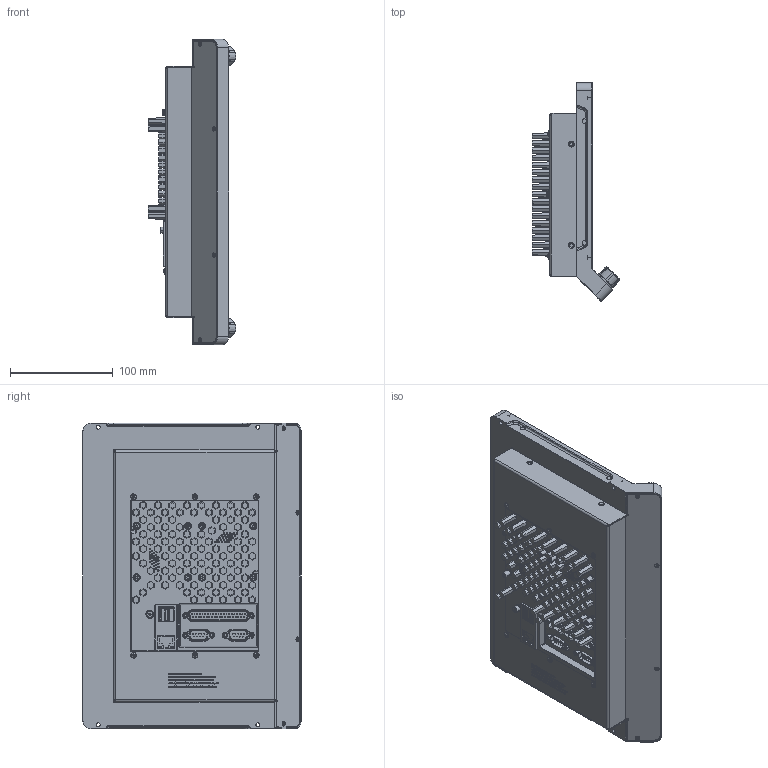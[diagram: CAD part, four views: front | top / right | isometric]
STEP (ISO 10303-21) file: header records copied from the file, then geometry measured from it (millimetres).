
FILE_DESCRIPTION (( 'STEP AP214' ), '1' );
FILE_NAME ('104769-000 - SALES ASSY SV-HDX1200 SAND FILLED.STEP', '2024-04-29T18:47:48', ( '' ), ( '' ), 'SwSTEP 2.0', 'SolidWorks 2023', '' );
FILE_SCHEMA (( 'AUTOMOTIVE_DESIGN' ));
Products named in the file (1): 104769-000 - SALES ASSY SV-HDX1200 SAND FILLED
Bounding box: 84.9 x 212.49 x 297 mm (x, y, z)
Volume: 1854908.1 mm3; surface area: 212176.8 mm2
Topology: 1 solids, 12 shells, 6663 faces, 17112 edges, 11096 vertices
Faces by surface type: plane 3197, bspline 1562, cylinder 1431, torus 238, cone 187, sphere 48
Entity records: 272665 total; most frequent: CARTESIAN_POINT 123634, ORIENTED_EDGE 34080, DIRECTION 25063, EDGE_CURVE 17040, VERTEX_POINT 11060, LINE 10357, VECTOR 10357, AXIS2_PLACEMENT_3D 7353
